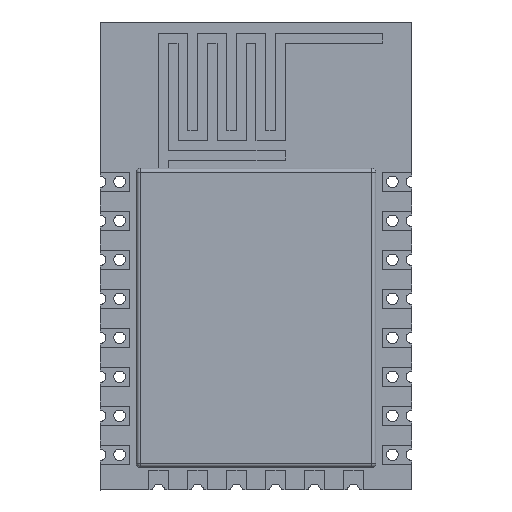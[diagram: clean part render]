
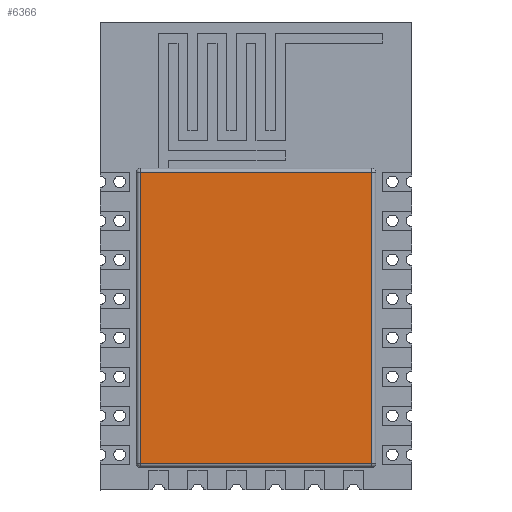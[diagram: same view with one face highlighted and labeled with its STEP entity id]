
A CAD part, top view. The second image highlights one B-rep face of the part: STEP entity #6366.
In plain terms, the highlighted planar face has unit normal (0, 0, 1).
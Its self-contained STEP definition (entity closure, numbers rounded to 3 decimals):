
#690=FACE_OUTER_BOUND('',#1062,.T.);
#1062=EDGE_LOOP('',(#5559,#5560,#5561,#5562));
#1745=LINE('',#10444,#2511);
#1747=LINE('',#10452,#2513);
#1749=LINE('',#10460,#2515);
#1755=LINE('',#10481,#2521);
#2511=VECTOR('',#8615,1.);
#2513=VECTOR('',#8623,1.);
#2515=VECTOR('',#8631,1.);
#2521=VECTOR('',#8655,1.);
#3113=VERTEX_POINT('',#10440);
#3115=VERTEX_POINT('',#10443);
#3117=VERTEX_POINT('',#10449);
#3120=VERTEX_POINT('',#10457);
#3922=EDGE_CURVE('',#3113,#3115,#1745,.T.);
#3926=EDGE_CURVE('',#3117,#3113,#1747,.T.);
#3930=EDGE_CURVE('',#3120,#3117,#1749,.T.);
#3942=EDGE_CURVE('',#3115,#3120,#1755,.T.);
#5559=ORIENTED_EDGE('',*,*,#3942,.F.);
#5560=ORIENTED_EDGE('',*,*,#3922,.F.);
#5561=ORIENTED_EDGE('',*,*,#3926,.F.);
#5562=ORIENTED_EDGE('',*,*,#3930,.F.);
#6026=PLANE('',#7125);
#6366=ADVANCED_FACE('',(#690),#6026,.T.);
#7125=AXIS2_PLACEMENT_3D('',#10510,#8693,#8694);
#8615=DIRECTION('',(1.,0.,0.));
#8623=DIRECTION('',(0.,1.,0.));
#8631=DIRECTION('',(-1.,0.,0.));
#8655=DIRECTION('',(0.,-1.,0.));
#8693=DIRECTION('center_axis',(0.,0.,1.));
#8694=DIRECTION('ref_axis',(1.,0.,0.));
#10440=CARTESIAN_POINT('',(-17.29,-5.499,3.48));
#10443=CARTESIAN_POINT('',(-2.36,-5.499,3.48));
#10444=CARTESIAN_POINT('',(-9.825,-5.499,3.48));
#10449=CARTESIAN_POINT('',(-17.29,-17.389,3.48));
#10452=CARTESIAN_POINT('',(-17.29,-11.444,3.48));
#10457=CARTESIAN_POINT('',(-2.36,-17.389,3.48));
#10460=CARTESIAN_POINT('',(-9.825,-17.389,3.48));
#10481=CARTESIAN_POINT('',(-2.36,-11.444,3.48));
#10510=CARTESIAN_POINT('Origin',(-9.825,-11.444,3.48));
